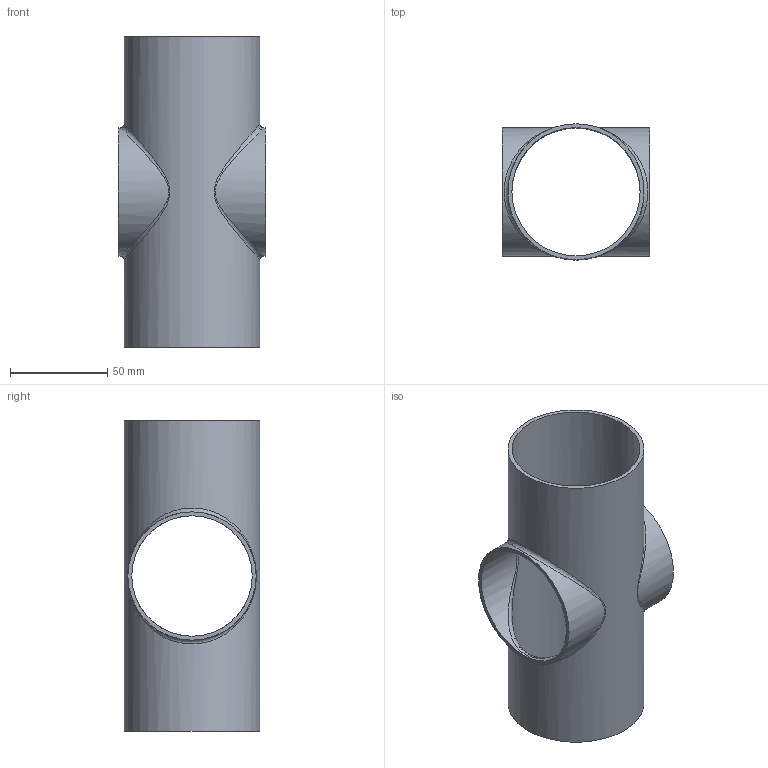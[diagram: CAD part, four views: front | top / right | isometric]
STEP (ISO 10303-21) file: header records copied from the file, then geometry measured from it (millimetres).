
FILE_DESCRIPTION(/* description */ ('Truibkový kříž krátký'),/* implementation_level */ '2;1');
FILE_NAME(/* name */ '25200065000.stp',/* time_stamp */ '2016-01-12T07:11:25+01:00',/* author */ ('Struska'),/* organization */ ('Bupospol'),/* preprocessor_version */ 'ST-DEVELOPER v15.6',/* originating_system */ 'Autodesk Inventor 2015',/* authorisation */ '');
FILE_SCHEMA (('CONFIG_CONTROL_DESIGN'));
Length unit declared in the file: millimetre
Products named in the file (1): 25200065000
Bounding box: 76 x 70 x 160 mm (x, y, z)
Volume: 63690.8 mm3; surface area: 65385.1 mm2
Topology: 1 solids, 1 shells, 14 faces, 34 edges, 22 vertices
Faces by surface type: cylinder 6, bspline 4, plane 4
Full cylindrical faces by diameter (mm): 62 x2, 66 x3, 70 x1
Entity records: 2319 total; most frequent: CARTESIAN_POINT 2028, DIRECTION 46, ORIENTED_EDGE 40, EDGE_LOOP 28, AXIS2_PLACEMENT_3D 23, EDGE_CURVE 20, VERTEX_POINT 16, STYLED_ITEM 15
